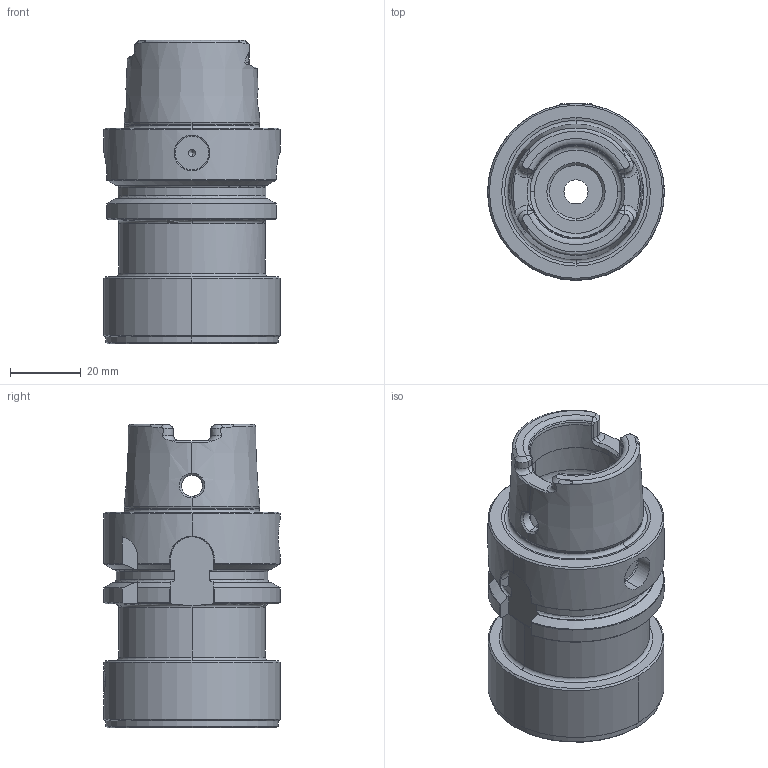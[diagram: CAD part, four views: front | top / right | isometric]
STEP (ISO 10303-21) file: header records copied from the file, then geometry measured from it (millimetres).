
FILE_DESCRIPTION(('no description'),'unknown implementation level');
FILE_NAME('87081133-5EE6-42A6-BC20-F7F7FE09EDBC_export.stp',' ',('CIMSOURCE GmbH'),('CADClick - KiM GmbH - www.kimweb.de'),'unknown preprocess','ACIS','unknown authorization');
FILE_SCHEMA(('automotive_design'));
Length unit declared in the file: millimetre
Products named in the file (2): 324.252F Kaiser HSK-A50xCK5x87|690.435 Kaiser ETL M10 X 14 CK5;Schnitt-Linear austragen2; 324.252F Kaiser HSK-A50xCK5x87|324.252F Kaiser HSK-A50xCK5x87;Verrundung1
Bounding box: 50 x 50 x 85.9 mm (x, y, z)
Volume: 84675.8 mm3; surface area: 24858 mm2
Topology: 2 solids, 2 shells, 285 faces, 741 edges, 457 vertices
Faces by surface type: cone 86, plane 85, cylinder 62, torus 35, bspline 17
Entity records: 21100 total; most frequent: CARTESIAN_POINT 6137, STYLED_ITEM 1481, PRESENTATION_STYLE_ASSIGNMENT 1481, COLOUR_RGB 1481, ORIENTED_EDGE 1474, DIRECTION 1344, EDGE_CURVE 737, CURVE_STYLE 737
